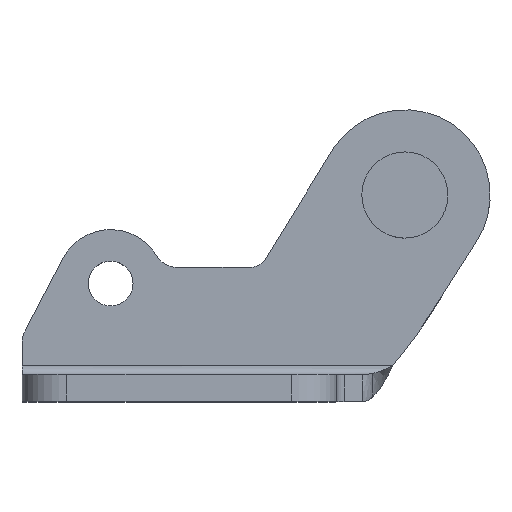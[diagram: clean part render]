
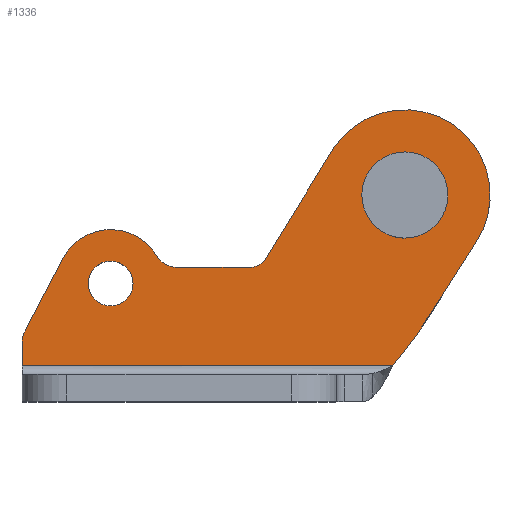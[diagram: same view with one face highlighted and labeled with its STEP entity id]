
A CAD part, top view. The second image highlights one B-rep face of the part: STEP entity #1336.
In plain terms, the highlighted planar face has unit normal (0, 0, 1).
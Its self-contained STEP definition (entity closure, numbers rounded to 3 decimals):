
#68=FACE_BOUND('',#161,.T.);
#69=FACE_BOUND('',#162,.T.);
#83=FACE_OUTER_BOUND('',#160,.T.);
#160=EDGE_LOOP('',(#911,#912,#913,#914,#915,#916,#917,#918,#919,#920,#921,
#922));
#161=EDGE_LOOP('',(#923));
#162=EDGE_LOOP('',(#924));
#256=CIRCLE('',#1440,50.);
#257=CIRCLE('',#1441,9.5);
#258=CIRCLE('',#1442,2.);
#259=CIRCLE('',#1443,2.523);
#260=CIRCLE('',#1444,6.);
#261=CIRCLE('',#1445,3.);
#262=CIRCLE('',#1446,2.5);
#263=CIRCLE('',#1447,4.8);
#324=LINE('',#2010,#446);
#325=LINE('',#2014,#447);
#326=LINE('',#2018,#448);
#327=LINE('',#2022,#449);
#328=LINE('',#2028,#450);
#329=LINE('',#2031,#451);
#446=VECTOR('',#1599,10.);
#447=VECTOR('',#1602,10.);
#448=VECTOR('',#1605,10.);
#449=VECTOR('',#1608,10.);
#450=VECTOR('',#1613,10.);
#451=VECTOR('',#1616,10.);
#576=VERTEX_POINT('',#2008);
#577=VERTEX_POINT('',#2009);
#578=VERTEX_POINT('',#2011);
#579=VERTEX_POINT('',#2013);
#580=VERTEX_POINT('',#2015);
#581=VERTEX_POINT('',#2017);
#582=VERTEX_POINT('',#2019);
#583=VERTEX_POINT('',#2021);
#584=VERTEX_POINT('',#2023);
#585=VERTEX_POINT('',#2025);
#586=VERTEX_POINT('',#2027);
#587=VERTEX_POINT('',#2029);
#588=VERTEX_POINT('',#2032);
#589=VERTEX_POINT('',#2034);
#709=EDGE_CURVE('',#576,#577,#324,.T.);
#710=EDGE_CURVE('',#576,#578,#256,.T.);
#711=EDGE_CURVE('',#578,#579,#325,.T.);
#712=EDGE_CURVE('',#579,#580,#257,.T.);
#713=EDGE_CURVE('',#580,#581,#326,.T.);
#714=EDGE_CURVE('',#581,#582,#258,.T.);
#715=EDGE_CURVE('',#582,#583,#327,.T.);
#716=EDGE_CURVE('',#583,#584,#259,.T.);
#717=EDGE_CURVE('',#584,#585,#260,.T.);
#718=EDGE_CURVE('',#585,#586,#328,.T.);
#719=EDGE_CURVE('',#586,#587,#261,.T.);
#720=EDGE_CURVE('',#587,#577,#329,.T.);
#721=EDGE_CURVE('',#588,#588,#262,.T.);
#722=EDGE_CURVE('',#589,#589,#263,.T.);
#911=ORIENTED_EDGE('',*,*,#709,.F.);
#912=ORIENTED_EDGE('',*,*,#710,.T.);
#913=ORIENTED_EDGE('',*,*,#711,.T.);
#914=ORIENTED_EDGE('',*,*,#712,.T.);
#915=ORIENTED_EDGE('',*,*,#713,.T.);
#916=ORIENTED_EDGE('',*,*,#714,.T.);
#917=ORIENTED_EDGE('',*,*,#715,.T.);
#918=ORIENTED_EDGE('',*,*,#716,.T.);
#919=ORIENTED_EDGE('',*,*,#717,.T.);
#920=ORIENTED_EDGE('',*,*,#718,.T.);
#921=ORIENTED_EDGE('',*,*,#719,.T.);
#922=ORIENTED_EDGE('',*,*,#720,.T.);
#923=ORIENTED_EDGE('',*,*,#721,.F.);
#924=ORIENTED_EDGE('',*,*,#722,.F.);
#1302=PLANE('',#1439);
#1336=ADVANCED_FACE('',(#83,#68,#69),#1302,.F.);
#1439=AXIS2_PLACEMENT_3D('',#2007,#1597,#1598);
#1440=AXIS2_PLACEMENT_3D('',#2012,#1600,#1601);
#1441=AXIS2_PLACEMENT_3D('',#2016,#1603,#1604);
#1442=AXIS2_PLACEMENT_3D('',#2020,#1606,#1607);
#1443=AXIS2_PLACEMENT_3D('',#2024,#1609,#1610);
#1444=AXIS2_PLACEMENT_3D('',#2026,#1611,#1612);
#1445=AXIS2_PLACEMENT_3D('',#2030,#1614,#1615);
#1446=AXIS2_PLACEMENT_3D('',#2033,#1617,#1618);
#1447=AXIS2_PLACEMENT_3D('',#2035,#1619,#1620);
#1597=DIRECTION('center_axis',(0.,0.,
-1.));
#1598=DIRECTION('ref_axis',(-1.,0.,0.));
#1599=DIRECTION('',(-1.,0.,0.));
#1600=DIRECTION('center_axis',(0.,0.,
1.));
#1601=DIRECTION('ref_axis',(0.845,-0.535,0.));
#1602=DIRECTION('',(0.535,0.845,0.));
#1603=DIRECTION('center_axis',(0.,0.,
1.));
#1604=DIRECTION('ref_axis',(-0.833,0.554,0.));
#1605=DIRECTION('',(-0.524,-0.852,0.));
#1606=DIRECTION('center_axis',(0.,0.,
-1.));
#1607=DIRECTION('ref_axis',(-0.833,0.554,0.));
#1608=DIRECTION('',(-1.,0.,0.));
#1609=DIRECTION('center_axis',(0.,0.,
-1.));
#1610=DIRECTION('ref_axis',(0.,1.,0.));
#1611=DIRECTION('center_axis',(0.,0.,
1.));
#1612=DIRECTION('ref_axis',(-0.886,0.464,0.));
#1613=DIRECTION('',(-0.464,-0.886,0.));
#1614=DIRECTION('center_axis',(0.,0.,
1.));
#1615=DIRECTION('ref_axis',(-1.,0.,0.));
#1616=DIRECTION('',(0.,-1.,0.));
#1617=DIRECTION('center_axis',(0.,0.,
1.));
#1618=DIRECTION('ref_axis',(1.,0.,0.));
#1619=DIRECTION('center_axis',(0.,0.,
1.));
#1620=DIRECTION('ref_axis',(0.519,0.855,0.));
#2007=CARTESIAN_POINT('Origin',(-1.969,6.048,7.95));
#2008=CARTESIAN_POINT('',(14.296,4.,7.95));
#2009=CARTESIAN_POINT('',(-27.,4.,7.95));
#2010=CARTESIAN_POINT('',(-14.484,4.,7.95));
#2011=CARTESIAN_POINT('',(18.362,9.535,7.95));
#2012=CARTESIAN_POINT('Origin',(-23.873,36.297,7.95));
#2013=CARTESIAN_POINT('',(23.559,17.738,7.95));
#2014=CARTESIAN_POINT('',(23.559,17.738,7.95));
#2015=CARTESIAN_POINT('',(7.741,28.262,7.95));
#2016=CARTESIAN_POINT('Origin',(15.65,23.,7.95));
#2017=CARTESIAN_POINT('',(0.093,15.842,7.95));
#2018=CARTESIAN_POINT('',(0.093,15.842,7.95));
#2019=CARTESIAN_POINT('',(-1.572,14.95,7.95));
#2020=CARTESIAN_POINT('Origin',(-1.572,16.95,7.95));
#2021=CARTESIAN_POINT('',(-9.785,14.95,7.95));
#2022=CARTESIAN_POINT('',(-9.785,14.95,7.95));
#2023=CARTESIAN_POINT('',(-11.959,16.193,7.95));
#2024=CARTESIAN_POINT('Origin',(-9.785,17.473,7.95));
#2025=CARTESIAN_POINT('',(-22.445,15.934,7.95));
#2026=CARTESIAN_POINT('Origin',(-17.13,13.15,7.95));
#2027=CARTESIAN_POINT('',(-26.657,7.892,7.95));
#2028=CARTESIAN_POINT('',(-26.657,7.892,7.95));
#2029=CARTESIAN_POINT('',(-27.,6.5,7.95));
#2030=CARTESIAN_POINT('Origin',(-24.,6.5,7.95));
#2031=CARTESIAN_POINT('',(-27.,-12.39,7.95));
#2032=CARTESIAN_POINT('',(-19.63,13.15,7.95));
#2033=CARTESIAN_POINT('Origin',(-17.13,13.15,7.95));
#2034=CARTESIAN_POINT('',(13.16,18.896,7.95));
#2035=CARTESIAN_POINT('Origin',(15.65,23.,7.95));
